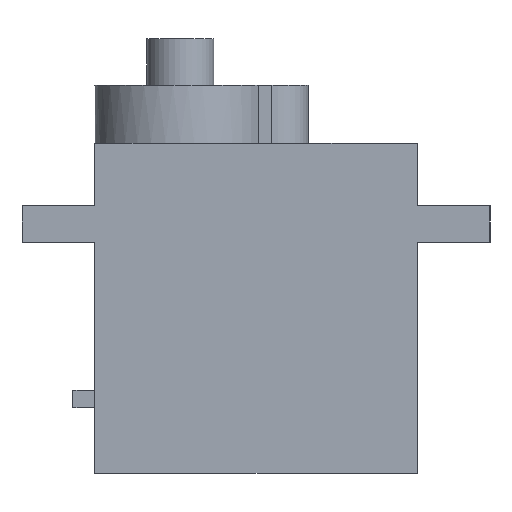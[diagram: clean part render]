
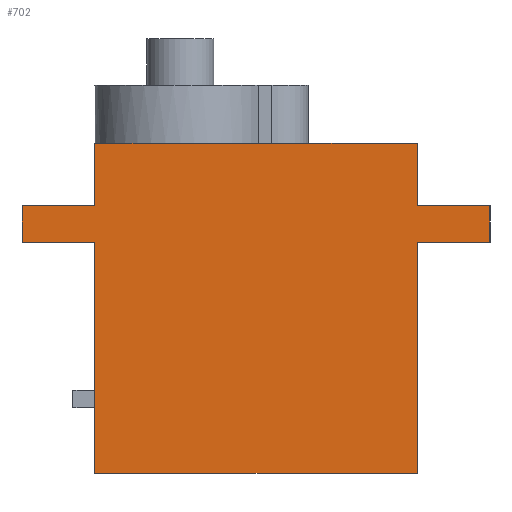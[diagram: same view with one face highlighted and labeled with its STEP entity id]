
A CAD part, left-side view. The second image highlights one B-rep face of the part: STEP entity #702.
In plain terms, the highlighted planar face has unit normal (-1, 0, 0).
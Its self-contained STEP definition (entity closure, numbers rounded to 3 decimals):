
#78=FACE_OUTER_BOUND('',#118,.T.);
#118=EDGE_LOOP('',(#585,#586,#587,#588,#589,#590,#591,#592,#593,#594,#595,
#596,#597));
#148=LINE('',#1045,#229);
#152=LINE('',#1052,#233);
#164=LINE('',#1082,#245);
#169=LINE('',#1091,#250);
#179=LINE('',#1117,#260);
#184=LINE('',#1126,#265);
#186=LINE('',#1129,#267);
#187=LINE('',#1132,#268);
#192=LINE('',#1140,#273);
#194=LINE('',#1145,#275);
#195=LINE('',#1147,#276);
#196=LINE('',#1149,#277);
#197=LINE('',#1150,#278);
#229=VECTOR('',#856,10.);
#233=VECTOR('',#862,10.);
#245=VECTOR('',#888,10.);
#250=VECTOR('',#895,10.);
#260=VECTOR('',#917,10.);
#265=VECTOR('',#924,10.);
#267=VECTOR('',#928,10.);
#268=VECTOR('',#931,10.);
#273=VECTOR('',#938,10.);
#275=VECTOR('',#944,10.);
#276=VECTOR('',#945,10.);
#277=VECTOR('',#946,10.);
#278=VECTOR('',#947,10.);
#309=VERTEX_POINT('',#1033);
#311=VERTEX_POINT('',#1044);
#313=VERTEX_POINT('',#1050);
#323=VERTEX_POINT('',#1079);
#324=VERTEX_POINT('',#1081);
#327=VERTEX_POINT('',#1089);
#336=VERTEX_POINT('',#1114);
#337=VERTEX_POINT('',#1116);
#340=VERTEX_POINT('',#1124);
#341=VERTEX_POINT('',#1131);
#344=VERTEX_POINT('',#1144);
#345=VERTEX_POINT('',#1146);
#346=VERTEX_POINT('',#1148);
#384=EDGE_CURVE('',#309,#311,#148,.T.);
#388=EDGE_CURVE('',#313,#309,#152,.T.);
#402=EDGE_CURVE('',#323,#324,#164,.T.);
#407=EDGE_CURVE('',#327,#323,#169,.T.);
#419=EDGE_CURVE('',#337,#336,#179,.T.);
#424=EDGE_CURVE('',#336,#340,#184,.T.);
#426=EDGE_CURVE('',#313,#337,#186,.T.);
#427=EDGE_CURVE('',#341,#311,#187,.T.);
#432=EDGE_CURVE('',#327,#341,#192,.T.);
#434=EDGE_CURVE('',#344,#340,#194,.T.);
#435=EDGE_CURVE('',#345,#344,#195,.T.);
#436=EDGE_CURVE('',#345,#346,#196,.T.);
#437=EDGE_CURVE('',#346,#324,#197,.T.);
#585=ORIENTED_EDGE('',*,*,#426,.T.);
#586=ORIENTED_EDGE('',*,*,#419,.T.);
#587=ORIENTED_EDGE('',*,*,#424,.T.);
#588=ORIENTED_EDGE('',*,*,#434,.F.);
#589=ORIENTED_EDGE('',*,*,#435,.F.);
#590=ORIENTED_EDGE('',*,*,#436,.T.);
#591=ORIENTED_EDGE('',*,*,#437,.T.);
#592=ORIENTED_EDGE('',*,*,#402,.F.);
#593=ORIENTED_EDGE('',*,*,#407,.F.);
#594=ORIENTED_EDGE('',*,*,#432,.T.);
#595=ORIENTED_EDGE('',*,*,#427,.T.);
#596=ORIENTED_EDGE('',*,*,#384,.F.);
#597=ORIENTED_EDGE('',*,*,#388,.F.);
#664=PLANE('',#770);
#702=ADVANCED_FACE('',(#78),#664,.T.);
#770=AXIS2_PLACEMENT_3D('',#1143,#942,#943);
#856=DIRECTION('',(0.,-1.,0.));
#862=DIRECTION('',(0.,-1.,0.));
#888=DIRECTION('',(0.,1.,0.));
#895=DIRECTION('',(0.,0.,-1.));
#917=DIRECTION('',(0.,1.,0.));
#924=DIRECTION('',(0.,0.,-1.));
#928=DIRECTION('',(0.,0.,-1.));
#931=DIRECTION('',(0.,0.,1.));
#938=DIRECTION('',(0.,1.,0.));
#942=DIRECTION('center_axis',(-1.,0.,0.));
#943=DIRECTION('ref_axis',(0.,-1.,0.));
#944=DIRECTION('',(0.,1.,0.));
#945=DIRECTION('',(0.,0.,1.));
#946=DIRECTION('',(0.,-1.,0.));
#947=DIRECTION('',(0.,0.,1.));
#1033=CARTESIAN_POINT('',(0.,16.3,22.7));
#1044=CARTESIAN_POINT('',(0.,0.,22.7));
#1045=CARTESIAN_POINT('',(0.,27.2,22.7));
#1050=CARTESIAN_POINT('',(0.,22.2,22.7));
#1052=CARTESIAN_POINT('',(0.,27.2,22.7));
#1079=CARTESIAN_POINT('',(0.,-5.,15.9));
#1081=CARTESIAN_POINT('',(0.,0.,15.9));
#1082=CARTESIAN_POINT('',(0.,-5.,15.9));
#1089=CARTESIAN_POINT('',(0.,-5.,18.4));
#1091=CARTESIAN_POINT('',(0.,-5.,22.7));
#1114=CARTESIAN_POINT('',(0.,27.2,18.4));
#1116=CARTESIAN_POINT('',(0.,22.2,18.4));
#1117=CARTESIAN_POINT('',(0.,23.45,18.4));
#1124=CARTESIAN_POINT('',(0.,27.2,15.9));
#1126=CARTESIAN_POINT('',(0.,27.2,22.7));
#1129=CARTESIAN_POINT('',(0.,22.2,11.35));
#1131=CARTESIAN_POINT('',(0.,0.,18.4));
#1132=CARTESIAN_POINT('',(0.,0.,11.35));
#1140=CARTESIAN_POINT('',(0.,9.85,18.4));
#1143=CARTESIAN_POINT('Origin',(0.,22.2,0.));
#1144=CARTESIAN_POINT('',(0.,22.2,15.9));
#1145=CARTESIAN_POINT('',(0.,27.2,15.9));
#1146=CARTESIAN_POINT('',(0.,22.2,0.));
#1147=CARTESIAN_POINT('',(0.,22.2,0.));
#1148=CARTESIAN_POINT('',(0.,0.,0.));
#1149=CARTESIAN_POINT('',(0.,22.2,0.));
#1150=CARTESIAN_POINT('',(0.,0.,0.));
